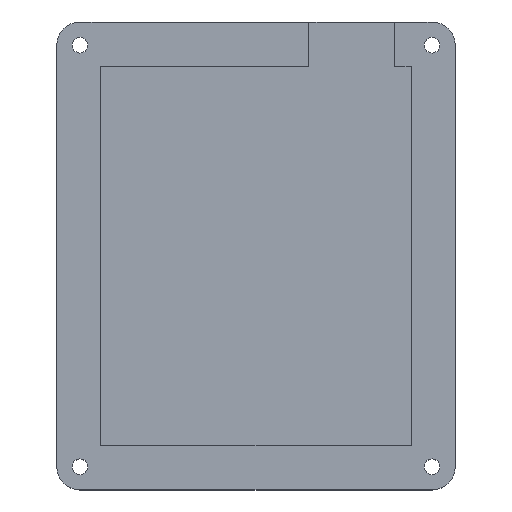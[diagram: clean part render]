
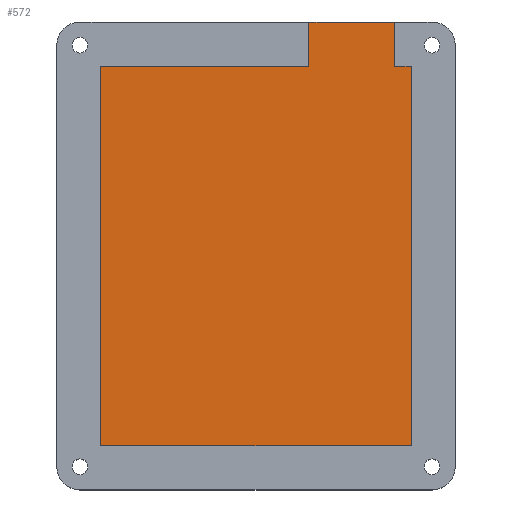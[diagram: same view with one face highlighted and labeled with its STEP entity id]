
A CAD part, top view. The second image highlights one B-rep face of the part: STEP entity #572.
In plain terms, the highlighted planar face has unit normal (0, 0, 1).
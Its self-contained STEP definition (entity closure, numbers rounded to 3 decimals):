
#340 = VERTEX_POINT('',#341);
#341 = CARTESIAN_POINT('',(11.426,50.5,3.));
#347 = EDGE_CURVE('',#348,#340,#350,.T.);
#348 = VERTEX_POINT('',#349);
#349 = CARTESIAN_POINT('',(29.926,50.5,3.));
#350 = LINE('',#351,#352);
#351 = CARTESIAN_POINT('',(29.926,50.5,3.));
#352 = VECTOR('',#353,1.);
#353 = DIRECTION('',(-1.,0.,0.));
#553 = VERTEX_POINT('',#554);
#554 = CARTESIAN_POINT('',(29.926,41.,3.));
#560 = EDGE_CURVE('',#553,#348,#561,.T.);
#561 = LINE('',#562,#563);
#562 = CARTESIAN_POINT('',(29.926,41.,3.));
#563 = VECTOR('',#564,1.);
#564 = DIRECTION('',(0.,1.,0.));
#572 = ADVANCED_FACE('',(#573),#623,.T.);
#573 = FACE_BOUND('',#574,.T.);
#574 = EDGE_LOOP('',(#575,#576,#584,#592,#600,#608,#616,#622));
#575 = ORIENTED_EDGE('',*,*,#347,.T.);
#576 = ORIENTED_EDGE('',*,*,#577,.T.);
#577 = EDGE_CURVE('',#340,#578,#580,.T.);
#578 = VERTEX_POINT('',#579);
#579 = CARTESIAN_POINT('',(11.426,41.,3.));
#580 = LINE('',#581,#582);
#581 = CARTESIAN_POINT('',(11.426,50.5,3.));
#582 = VECTOR('',#583,1.);
#583 = DIRECTION('',(0.,-1.,0.));
#584 = ORIENTED_EDGE('',*,*,#585,.T.);
#585 = EDGE_CURVE('',#578,#586,#588,.T.);
#586 = VERTEX_POINT('',#587);
#587 = CARTESIAN_POINT('',(-33.5,41.,3.));
#588 = LINE('',#589,#590);
#589 = CARTESIAN_POINT('',(33.5,41.,3.));
#590 = VECTOR('',#591,1.);
#591 = DIRECTION('',(-1.,0.,0.));
#592 = ORIENTED_EDGE('',*,*,#593,.T.);
#593 = EDGE_CURVE('',#586,#594,#596,.T.);
#594 = VERTEX_POINT('',#595);
#595 = CARTESIAN_POINT('',(-33.5,-41.,3.));
#596 = LINE('',#597,#598);
#597 = CARTESIAN_POINT('',(-33.5,41.,3.));
#598 = VECTOR('',#599,1.);
#599 = DIRECTION('',(0.,-1.,0.));
#600 = ORIENTED_EDGE('',*,*,#601,.T.);
#601 = EDGE_CURVE('',#594,#602,#604,.T.);
#602 = VERTEX_POINT('',#603);
#603 = CARTESIAN_POINT('',(33.5,-41.,3.));
#604 = LINE('',#605,#606);
#605 = CARTESIAN_POINT('',(-33.5,-41.,3.));
#606 = VECTOR('',#607,1.);
#607 = DIRECTION('',(1.,0.,0.));
#608 = ORIENTED_EDGE('',*,*,#609,.T.);
#609 = EDGE_CURVE('',#602,#610,#612,.T.);
#610 = VERTEX_POINT('',#611);
#611 = CARTESIAN_POINT('',(33.5,41.,3.));
#612 = LINE('',#613,#614);
#613 = CARTESIAN_POINT('',(33.5,-41.,3.));
#614 = VECTOR('',#615,1.);
#615 = DIRECTION('',(0.,1.,0.));
#616 = ORIENTED_EDGE('',*,*,#617,.T.);
#617 = EDGE_CURVE('',#610,#553,#618,.T.);
#618 = LINE('',#619,#620);
#619 = CARTESIAN_POINT('',(33.5,41.,3.));
#620 = VECTOR('',#621,1.);
#621 = DIRECTION('',(-1.,0.,0.));
#622 = ORIENTED_EDGE('',*,*,#560,.T.);
#623 = PLANE('',#624);
#624 = AXIS2_PLACEMENT_3D('',#625,#626,#627);
#625 = CARTESIAN_POINT('',(1.239,3.297,3.));
#626 = DIRECTION('',(0.,0.,1.));
#627 = DIRECTION('',(1.,0.,0.));
